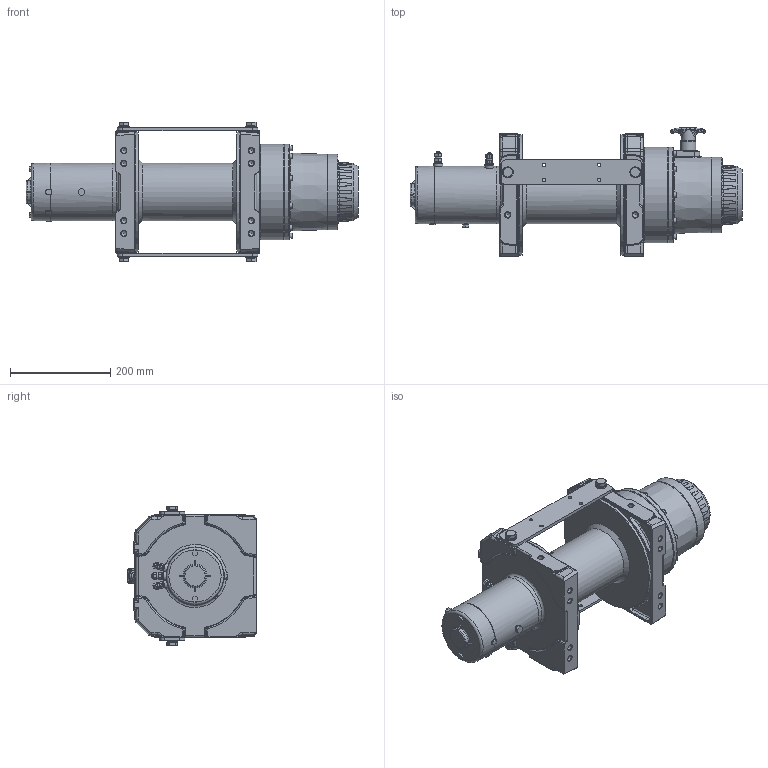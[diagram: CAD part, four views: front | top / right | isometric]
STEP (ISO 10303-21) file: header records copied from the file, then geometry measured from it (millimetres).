
FILE_DESCRIPTION(/* description */ (''),/* implementation_level */ '2;1');
FILE_NAME(/* name */ '633-555_ComeUp_Rhino12-12V.stp',/* time_stamp */ '2018-01-08T08:31:29+01:00',/* author */ ('lang1ph'),/* organization */ (''),/* preprocessor_version */ 'ST-DEVELOPER v17',/* originating_system */ 'Autodesk Inventor 2018',/* authorisation */ '');
FILE_SCHEMA (('AUTOMOTIVE_DESIGN { 1 0 10303 214 3 1 1 }'));
Products named in the file (1): 633-555_ComeUp_Rhino-12-12V
Bounding box: 661.3 x 256 x 278 mm (x, y, z)
Volume: 7189524.1 mm3; surface area: 1132796.5 mm2
Topology: 2 solids, 3 shells, 3427 faces, 8561 edges, 5097 vertices
Faces by surface type: plane 1069, cylinder 898, bspline 651, torus 371, cone 280, sphere 158
Full cylindrical faces by diameter (mm): 3 x1, 4.2 x3, 5 x11, 5.105 x4, 5.5 x6, 6 x14, 6.35 x1, 6.5 x11, 6.8 x8, 7 x7, 8 x3, 8.2 x1, 8.5 x30, 9.5 x6, 10 x11, 10.5 x12, 12 x13, 12.7 x3, 13 x4, 14 x4, 15.6 x1, 17 x2, 18 x3, 19 x4, 20 x2, 23 x1, 26 x2, 28 x1, 30 x2, 31 x1
Entity records: 229273 total; most frequent: CARTESIAN_POINT 151455, ORIENTED_EDGE 16708, DIRECTION 16229, EDGE_CURVE 8354, AXIS2_PLACEMENT_3D 6618, VERTEX_POINT 5097, EDGE_LOOP 3656, CIRCLE 3548
